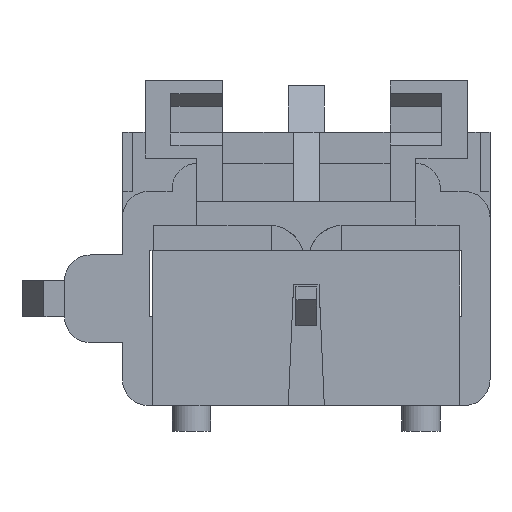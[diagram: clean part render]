
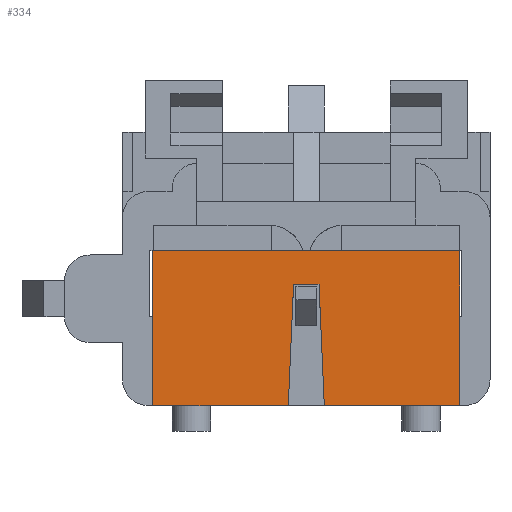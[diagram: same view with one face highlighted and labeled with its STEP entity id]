
A CAD part, front view. The second image highlights one B-rep face of the part: STEP entity #334.
In plain terms, the highlighted planar face has unit normal (0, -1, 0).
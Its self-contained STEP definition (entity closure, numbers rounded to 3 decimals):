
#334=ADVANCED_FACE('',(#799),#575,.F.);
#575=PLANE('',#5334);
#799=FACE_OUTER_BOUND('',#1058,.T.);
#1058=EDGE_LOOP('',(#2208,#2209,#2210,#2211,#2212,#2213,#2214,#2215));
#2208=ORIENTED_EDGE('',*,*,#3634,.T.);
#2209=ORIENTED_EDGE('',*,*,#3087,.F.);
#2210=ORIENTED_EDGE('',*,*,#3629,.F.);
#2211=ORIENTED_EDGE('',*,*,#3453,.F.);
#2212=ORIENTED_EDGE('',*,*,#3645,.F.);
#2213=ORIENTED_EDGE('',*,*,#3651,.F.);
#2214=ORIENTED_EDGE('',*,*,#3642,.F.);
#2215=ORIENTED_EDGE('',*,*,#3450,.F.);
#2606=VERTEX_POINT('',#6699);
#2607=VERTEX_POINT('',#6701);
#2900=VERTEX_POINT('',#7442);
#2901=VERTEX_POINT('',#7444);
#2902=VERTEX_POINT('',#7447);
#2903=VERTEX_POINT('',#7449);
#2983=VERTEX_POINT('',#7827);
#2986=VERTEX_POINT('',#7835);
#3087=EDGE_CURVE('',#2606,#2607,#3819,.T.);
#3450=EDGE_CURVE('',#2900,#2901,#4159,.T.);
#3453=EDGE_CURVE('',#2902,#2903,#4162,.T.);
#3629=EDGE_CURVE('',#2903,#2606,#4332,.T.);
#3634=EDGE_CURVE('',#2900,#2607,#4337,.T.);
#3642=EDGE_CURVE('',#2901,#2983,#4343,.T.);
#3645=EDGE_CURVE('',#2986,#2902,#4346,.T.);
#3651=EDGE_CURVE('',#2983,#2986,#4352,.T.);
#3819=LINE('',#6700,#4478);
#4159=LINE('',#7443,#4818);
#4162=LINE('',#7448,#4821);
#4332=LINE('',#7805,#4991);
#4337=LINE('',#7813,#4996);
#4343=LINE('',#7830,#5002);
#4346=LINE('',#7836,#5005);
#4352=LINE('',#7848,#5011);
#4478=VECTOR('',#5436,1.);
#4818=VECTOR('',#5938,1.);
#4821=VECTOR('',#5941,1.);
#4991=VECTOR('',#6337,1.);
#4996=VECTOR('',#6344,1.);
#5002=VECTOR('',#6360,1.);
#5005=VECTOR('',#6365,1.);
#5011=VECTOR('',#6381,1.);
#5334=AXIS2_PLACEMENT_3D('',#7851,#6385,#6386);
#5436=DIRECTION('',(1.,0.,0.));
#5938=DIRECTION('',(-1.,0.,0.));
#5941=DIRECTION('',(-1.,0.,0.));
#6337=DIRECTION('',(0.,0.,1.));
#6344=DIRECTION('',(0.,0.,1.));
#6360=DIRECTION('',(-0.044,0.,0.999));
#6365=DIRECTION('',(-0.044,0.,-0.999));
#6381=DIRECTION('',(-1.,0.,0.));
#6385=DIRECTION('',(0.,1.,0.));
#6386=DIRECTION('',(-1.,0.,0.));
#6699=CARTESIAN_POINT('',(-5.95,-0.3,1.2));
#6700=CARTESIAN_POINT('',(5.95,-0.3,1.2));
#6701=CARTESIAN_POINT('',(5.95,-0.3,1.2));
#7442=CARTESIAN_POINT('',(5.95,-0.3,-4.8));
#7443=CARTESIAN_POINT('',(5.95,-0.3,-4.8));
#7444=CARTESIAN_POINT('',(0.699,-0.3,-4.8));
#7447=CARTESIAN_POINT('',(-0.699,-0.3,-4.8));
#7448=CARTESIAN_POINT('',(5.95,-0.3,-4.8));
#7449=CARTESIAN_POINT('',(-5.95,-0.3,-4.8));
#7805=CARTESIAN_POINT('',(-5.95,-0.3,10.5));
#7813=CARTESIAN_POINT('',(5.95,-0.3,10.5));
#7827=CARTESIAN_POINT('',(0.493,-0.3,-0.1));
#7830=CARTESIAN_POINT('',(0.699,-0.3,-4.8));
#7835=CARTESIAN_POINT('',(-0.493,-0.3,-0.1));
#7836=CARTESIAN_POINT('',(-0.5,-0.3,-0.25));
#7848=CARTESIAN_POINT('',(0.,-0.3,-0.1));
#7851=CARTESIAN_POINT('',(5.95,-0.3,-3.95));
